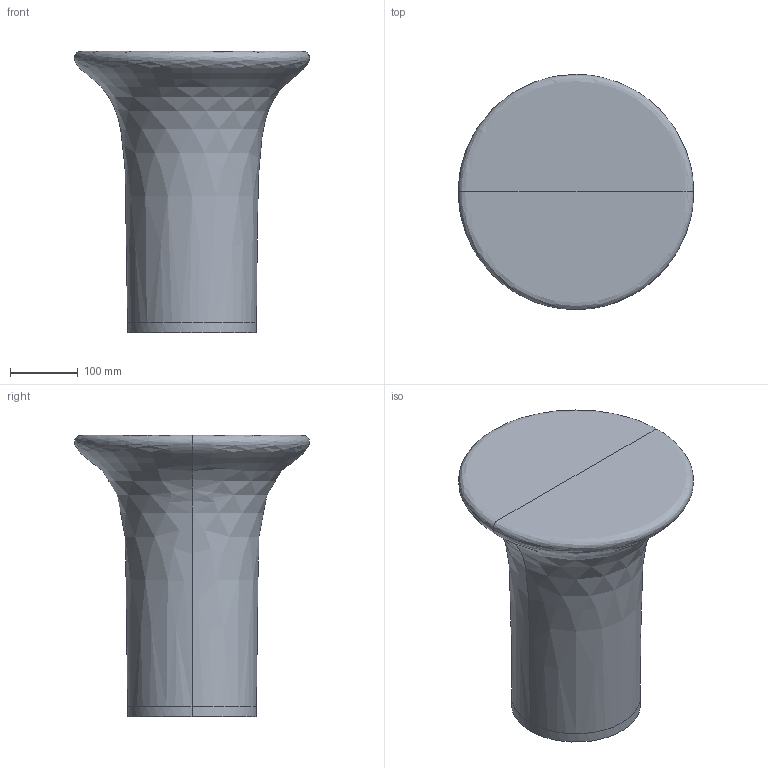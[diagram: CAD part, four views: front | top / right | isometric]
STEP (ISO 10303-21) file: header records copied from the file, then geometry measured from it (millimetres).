
FILE_DESCRIPTION(/* description */ (''),/* implementation_level */ '2;1');
FILE_NAME(/* name */ 'Trumpet Coffee Table Glass Tall',/* time_stamp */ '2024-09-30T12:05:48+02:00',/* author */ (''),/* organization */ (''),/* preprocessor_version */ 'ST-DEVELOPER v16.5',/* originating_system */ 'Rhino 7.37',/* authorisation */ '');
FILE_SCHEMA (('CONFIG_CONTROL_DESIGN'));
Length unit declared in the file: millimetre
Products named in the file (1): Document
Bounding box: 347.15 x 346.97 x 415 mm (x, y, z)
Volume: 1485499.8 mm3; surface area: 822609.8 mm2
Topology: 2 solids, 2 shells, 13 faces, 27 edges, 16 vertices
Faces by surface type: bspline 13
Entity records: 2637 total; most frequent: CARTESIAN_POINT 2267, ORIENTED_EDGE 44, PCURVE 44, DEFINITIONAL_REPRESENTATION 44, B_SPLINE_CURVE_WITH_KNOTS 36, SURFACE_CURVE 22, EDGE_CURVE 22, EDGE_LOOP 14
